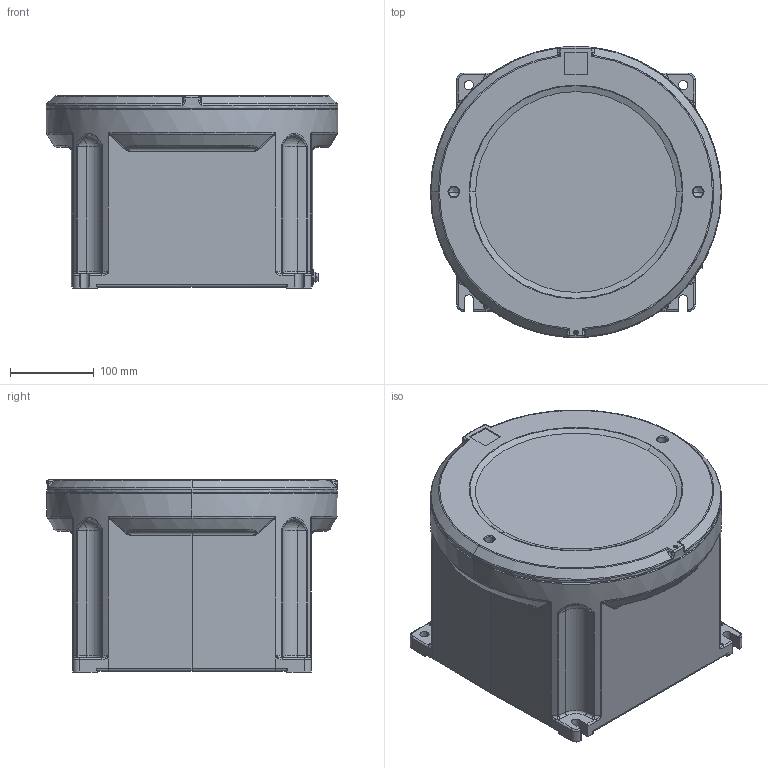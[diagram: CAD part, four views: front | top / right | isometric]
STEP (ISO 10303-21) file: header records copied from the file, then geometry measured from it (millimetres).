
FILE_DESCRIPTION (( 'STEP AP203' ), '1' );
FILE_NAME ('8265_05-__0_.STEP', '2014-04-11T08:18:45', ( 'Admin' ), ( 'R. STAHL AG' ), 'SwSTEP 2.0', 'SolidWorks 2013', '' );
FILE_SCHEMA (( 'CONFIG_CONTROL_DESIGN' ));
Length unit declared in the file: millimetre
Products named in the file (9): 8265_9_005_005_6_005 3d export; 506_548_0; 506_886_0; 503_676_0_M5 x 16; 501_619_0_M 6 x 12; 8265_9_004_005_6_8265_9_004_005_3; 8265_9_055_005_0; 505_706_0_M5x14; 8265_05-__0_
Assembly tree (16 placements, depth 2):
  8265_05-__0_
    8265_9_004_005_6_8265_9_004_005_3
    8265_9_005_005_6_005 3d export
    506_548_0  x2
    506_886_0  x4
    503_676_0_M5 x 16
    501_619_0_M 6 x 12  x2
    8265_9_055_005_0
    505_706_0_M5x14  x4
Bounding box: 348 x 348 x 230.5 mm (x, y, z)
Volume: 6913118.2 mm3; surface area: 994675.3 mm2
Topology: 16 solids, 16 shells, 1430 faces, 3396 edges, 1898 vertices
Faces by surface type: cylinder 509, plane 252, torus 232, bspline 221, cone 158, sphere 58
Entity records: 48546 total; most frequent: CARTESIAN_POINT 21471, DIRECTION 5485, ORIENTED_EDGE 5484, EDGE_CURVE 2742, AXIS2_PLACEMENT_3D 2282, VERTEX_POINT 1580, CIRCLE 1273, EDGE_LOOP 1260
